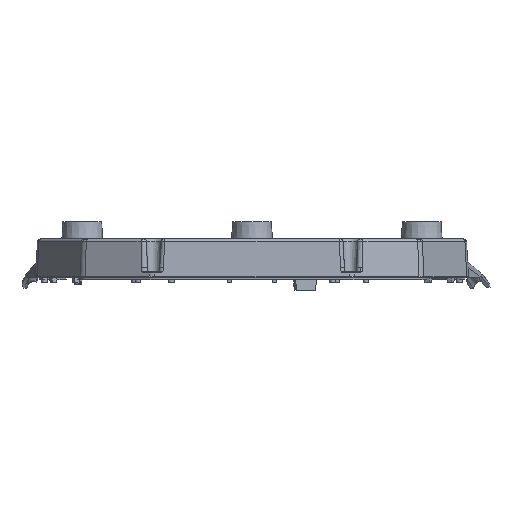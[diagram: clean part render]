
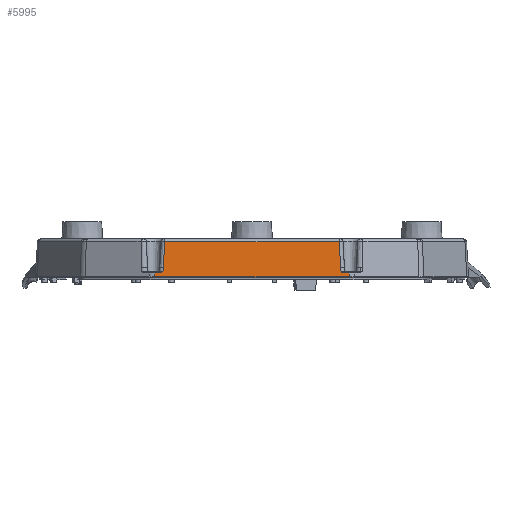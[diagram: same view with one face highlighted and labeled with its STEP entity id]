
A CAD part, front view. The second image highlights one B-rep face of the part: STEP entity #5995.
In plain terms, the highlighted planar face has unit normal (0, -0.999, 0.052).
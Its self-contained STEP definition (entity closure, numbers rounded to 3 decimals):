
#176 = CARTESIAN_POINT ( 'NONE',  ( 45.96, -97.725, 2.978 ) ) ;
#512 = VERTEX_POINT ( 'NONE', #176 ) ;
#659 = CARTESIAN_POINT ( 'NONE',  ( -45.818, -97.614, 5.086 ) ) ;
#1370 = VERTEX_POINT ( 'NONE', #20548 ) ;
#1796 = EDGE_CURVE ( 'NONE', #26590, #17256, #10719, .T. ) ;
#3081 = VECTOR ( 'NONE', #14966, 1000. ) ;
#4337 = VERTEX_POINT ( 'NONE', #17720 ) ;
#5473 = EDGE_LOOP ( 'NONE', ( #15750, #26992, #11511, #17070, #16615, #14518, #29064, #14307, #27844, #33067, #32412, #24592 ) ) ;
#5946 = CARTESIAN_POINT ( 'NONE',  ( -45.96, -97.725, 2.978 ) ) ;
#5995 = ADVANCED_FACE ( 'NONE', ( #15778 ), #12093, .F. ) ;
#6455 = DIRECTION ( 'NONE',  ( -0.067, 0.052, 0.996 ) ) ;
#6504 = CARTESIAN_POINT ( 'NONE',  ( 44.979, -96.907, 18.579 ) ) ;
#6541 = CARTESIAN_POINT ( 'NONE',  ( -47.426, -97.749, 2.504 ) ) ;
#6817 = CARTESIAN_POINT ( 'NONE',  ( 44.979, -96.907, 18.579 ) ) ;
#6846 = CARTESIAN_POINT ( 'NONE',  ( -45.515, -97.379, 9.582 ) ) ;
#6960 = CARTESIAN_POINT ( 'NONE',  ( -45.239, -97.143, 14.08 ) ) ;
#7080 = CARTESIAN_POINT ( 'NONE',  ( 50.166, -97.855, 0.499 ) ) ;
#7115 = EDGE_CURVE ( 'NONE', #18208, #512, #9576, .T. ) ;
#7490 = CARTESIAN_POINT ( 'NONE',  ( 47.164, -97.749, 2.504 ) ) ;
#8601 = CARTESIAN_POINT ( 'NONE',  ( -47.426, -97.749, 2.504 ) ) ;
#9121 = EDGE_CURVE ( 'NONE', #512, #1370, #17335, .T. ) ;
#9156 = EDGE_CURVE ( 'NONE', #11136, #18208, #16899, .T. ) ;
#9576 = B_SPLINE_CURVE_WITH_KNOTS ( 'NONE', 3,
 ( #18353, #7490, #29214, #12983, #10942, #29786 ),
 .UNSPECIFIED., .F., .F.,
 ( 4, 2, 4 ),
 ( 0., 0.001, 0.002 ),
 .UNSPECIFIED. ) ;
#10055 = VECTOR ( 'NONE', #6455, 1000. ) ;
#10719 = LINE ( 'NONE', #15873, #32733 ) ;
#10721 = DIRECTION ( 'NONE',  ( -1., 0., 0. ) ) ;
#10942 = CARTESIAN_POINT ( 'NONE',  ( 46.19, -97.731, 2.863 ) ) ;
#11114 = LINE ( 'NONE', #7080, #3081 ) ;
#11136 = VERTEX_POINT ( 'NONE', #13655 ) ;
#11511 = ORIENTED_EDGE ( 'NONE', *, *, #23581, .T. ) ;
#11847 = LINE ( 'NONE', #16601, #33437 ) ;
#12093 = PLANE ( 'NONE',  #34124 ) ;
#12983 = CARTESIAN_POINT ( 'NONE',  ( 46.425, -97.737, 2.748 ) ) ;
#13655 = CARTESIAN_POINT ( 'NONE',  ( 50.133, -97.749, 2.504 ) ) ;
#14148 = EDGE_CURVE ( 'NONE', #1370, #24836, #28758, .T. ) ;
#14307 = ORIENTED_EDGE ( 'NONE', *, *, #24481, .T. ) ;
#14518 = ORIENTED_EDGE ( 'NONE', *, *, #1796, .T. ) ;
#14632 = CARTESIAN_POINT ( 'NONE',  ( 51.77, -97.881, 0. ) ) ;
#14944 = B_SPLINE_CURVE_WITH_KNOTS ( 'NONE', 3,
 ( #27764, #25266, #19853, #28238, #25616, #6541 ),
 .UNSPECIFIED., .F., .F.,
 ( 4, 2, 4 ),
 ( 0., 0.001, 0.002 ),
 .UNSPECIFIED. ) ;
#14966 = DIRECTION ( 'NONE',  ( 1., 0., 0. ) ) ;
#15153 = CARTESIAN_POINT ( 'NONE',  ( 47.426, -97.749, 2.504 ) ) ;
#15212 = CARTESIAN_POINT ( 'NONE',  ( -46.003, -97.758, 2.332 ) ) ;
#15750 = ORIENTED_EDGE ( 'NONE', *, *, #14148, .T. ) ;
#15778 = FACE_OUTER_BOUND ( 'NONE', #5473, .T. ) ;
#15873 = CARTESIAN_POINT ( 'NONE',  ( 51.77, -97.749, 2.504 ) ) ;
#16036 = EDGE_CURVE ( 'NONE', #31864, #26590, #14944, .T. ) ;
#16601 = CARTESIAN_POINT ( 'NONE',  ( 51.77, -96.907, 18.579 ) ) ;
#16615 = ORIENTED_EDGE ( 'NONE', *, *, #16036, .T. ) ;
#16882 = CARTESIAN_POINT ( 'NONE',  ( 50.166, -97.882, -0.021 ) ) ;
#16899 = LINE ( 'NONE', #26289, #26156 ) ;
#16901 = B_SPLINE_CURVE_WITH_KNOTS ( 'NONE', 3,
 ( #28202, #6960, #6846, #20382 ),
 .UNSPECIFIED., .F., .F.,
 ( 4, 4 ),
 ( 0.001, 0.015 ),
 .UNSPECIFIED. ) ;
#17070 = ORIENTED_EDGE ( 'NONE', *, *, #20041, .T. ) ;
#17256 = VERTEX_POINT ( 'NONE', #18085 ) ;
#17335 = LINE ( 'NONE', #28038, #10055 ) ;
#17720 = CARTESIAN_POINT ( 'NONE',  ( -44.979, -96.907, 18.579 ) ) ;
#18085 = CARTESIAN_POINT ( 'NONE',  ( -50.133, -97.749, 2.504 ) ) ;
#18208 = VERTEX_POINT ( 'NONE', #15153 ) ;
#18353 = CARTESIAN_POINT ( 'NONE',  ( 47.426, -97.749, 2.504 ) ) ;
#18493 = VERTEX_POINT ( 'NONE', #659 ) ;
#18633 = EDGE_CURVE ( 'NONE', #24273, #11136, #21614, .T. ) ;
#19853 = CARTESIAN_POINT ( 'NONE',  ( -46.425, -97.737, 2.748 ) ) ;
#20041 = EDGE_CURVE ( 'NONE', #18493, #31864, #21961, .T. ) ;
#20382 = CARTESIAN_POINT ( 'NONE',  ( -45.818, -97.614, 5.086 ) ) ;
#20548 = CARTESIAN_POINT ( 'NONE',  ( 45.818, -97.614, 5.086 ) ) ;
#20687 = VECTOR ( 'NONE', #26512, 1000. ) ;
#20761 = VECTOR ( 'NONE', #33718, 1000. ) ;
#20874 = DIRECTION ( 'NONE',  ( -1., 0., 0. ) ) ;
#20904 = VERTEX_POINT ( 'NONE', #28685 ) ;
#21614 = LINE ( 'NONE', #16882, #20761 ) ;
#21961 = LINE ( 'NONE', #15212, #20687 ) ;
#22196 = CARTESIAN_POINT ( 'NONE',  ( 50.159, -97.855, 0.499 ) ) ;
#22667 = DIRECTION ( 'NONE',  ( 0., 0.052, 0.999 ) ) ;
#23581 = EDGE_CURVE ( 'NONE', #4337, #18493, #16901, .T. ) ;
#24273 = VERTEX_POINT ( 'NONE', #22196 ) ;
#24481 = EDGE_CURVE ( 'NONE', #20904, #24273, #11114, .T. ) ;
#24592 = ORIENTED_EDGE ( 'NONE', *, *, #9121, .T. ) ;
#24836 = VERTEX_POINT ( 'NONE', #6817 ) ;
#25266 = CARTESIAN_POINT ( 'NONE',  ( -46.191, -97.731, 2.862 ) ) ;
#25579 = CARTESIAN_POINT ( 'NONE',  ( 45.515, -97.379, 9.582 ) ) ;
#25616 = CARTESIAN_POINT ( 'NONE',  ( -47.164, -97.749, 2.504 ) ) ;
#26156 = VECTOR ( 'NONE', #20874, 1000. ) ;
#26289 = CARTESIAN_POINT ( 'NONE',  ( 51.77, -97.749, 2.504 ) ) ;
#26512 = DIRECTION ( 'NONE',  ( -0.067, -0.052, -0.996 ) ) ;
#26590 = VERTEX_POINT ( 'NONE', #8601 ) ;
#26948 = DIRECTION ( 'NONE',  ( -1., 0., 0. ) ) ;
#26992 = ORIENTED_EDGE ( 'NONE', *, *, #27641, .T. ) ;
#27332 = DIRECTION ( 'NONE',  ( -0.013, -0.052, -0.999 ) ) ;
#27451 = CARTESIAN_POINT ( 'NONE',  ( -50.148, -97.81, 1.347 ) ) ;
#27641 = EDGE_CURVE ( 'NONE', #24836, #4337, #11847, .T. ) ;
#27764 = CARTESIAN_POINT ( 'NONE',  ( -45.96, -97.725, 2.978 ) ) ;
#27844 = ORIENTED_EDGE ( 'NONE', *, *, #18633, .T. ) ;
#28038 = CARTESIAN_POINT ( 'NONE',  ( 44.825, -96.842, 19.829 ) ) ;
#28202 = CARTESIAN_POINT ( 'NONE',  ( -44.979, -96.907, 18.579 ) ) ;
#28238 = CARTESIAN_POINT ( 'NONE',  ( -46.912, -97.746, 2.57 ) ) ;
#28685 = CARTESIAN_POINT ( 'NONE',  ( -50.159, -97.855, 0.499 ) ) ;
#28758 = B_SPLINE_CURVE_WITH_KNOTS ( 'NONE', 3,
 ( #33273, #25579, #33502, #6504 ),
 .UNSPECIFIED., .F., .F.,
 ( 4, 4 ),
 ( 0., 0.014 ),
 .UNSPECIFIED. ) ;
#29064 = ORIENTED_EDGE ( 'NONE', *, *, #33860, .T. ) ;
#29214 = CARTESIAN_POINT ( 'NONE',  ( 46.912, -97.746, 2.57 ) ) ;
#29786 = CARTESIAN_POINT ( 'NONE',  ( 45.96, -97.725, 2.978 ) ) ;
#30816 = DIRECTION ( 'NONE',  ( 0., 0.999, -0.052 ) ) ;
#31864 = VERTEX_POINT ( 'NONE', #5946 ) ;
#32412 = ORIENTED_EDGE ( 'NONE', *, *, #7115, .T. ) ;
#32733 = VECTOR ( 'NONE', #10721, 1000. ) ;
#33067 = ORIENTED_EDGE ( 'NONE', *, *, #9156, .T. ) ;
#33273 = CARTESIAN_POINT ( 'NONE',  ( 45.818, -97.614, 5.086 ) ) ;
#33416 = VECTOR ( 'NONE', #27332, 1000. ) ;
#33437 = VECTOR ( 'NONE', #26948, 1000. ) ;
#33502 = CARTESIAN_POINT ( 'NONE',  ( 45.239, -97.143, 14.08 ) ) ;
#33718 = DIRECTION ( 'NONE',  ( -0.013, 0.052, 0.999 ) ) ;
#33860 = EDGE_CURVE ( 'NONE', #17256, #20904, #34234, .T. ) ;
#34124 = AXIS2_PLACEMENT_3D ( 'NONE', #14632, #30816, #22667 ) ;
#34234 = LINE ( 'NONE', #27451, #33416 ) ;
